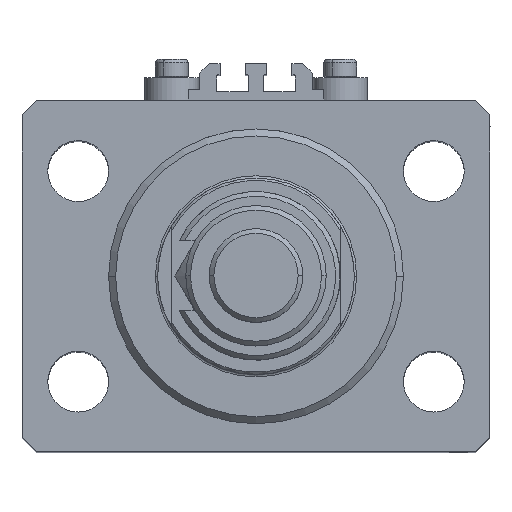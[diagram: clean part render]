
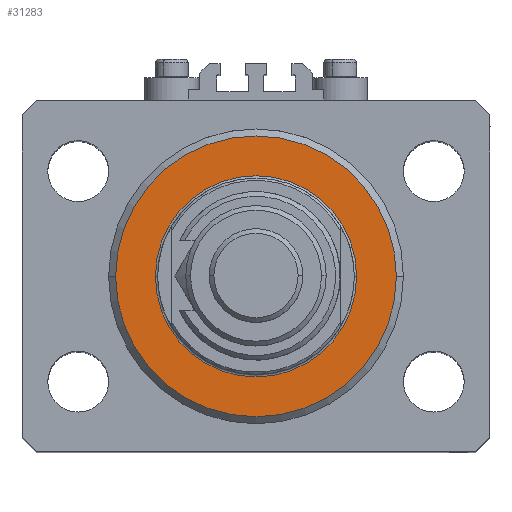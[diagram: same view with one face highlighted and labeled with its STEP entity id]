
A CAD part, top view. The second image highlights one B-rep face of the part: STEP entity #31283.
In plain terms, the highlighted face is planar.
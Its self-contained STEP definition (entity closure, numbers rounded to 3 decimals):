
#3772 = AXIS2_PLACEMENT_3D ( 'NONE', #18674, #31124, #26810 ) ;
#3870 = DIRECTION ( 'NONE',  ( 0., 0., 1. ) ) ;
#3953 = FACE_OUTER_BOUND ( 'NONE', #9900, .T. ) ;
#7948 = EDGE_CURVE ( 'NONE', #41047, #14186, #28423, .T. ) ;
#8044 = DIRECTION ( 'NONE',  ( 1., 0., 0. ) ) ;
#8799 = DIRECTION ( 'NONE',  ( 1., 0., 0. ) ) ;
#8902 = CARTESIAN_POINT ( 'NONE',  ( 0., 0., 0. ) ) ;
#9583 = CARTESIAN_POINT ( 'NONE',  ( 30., 0., 0. ) ) ;
#9900 = EDGE_LOOP ( 'NONE', ( #29687, #46327 ) ) ;
#10471 = ORIENTED_EDGE ( 'NONE', *, *, #21236, .T. ) ;
#11487 = DIRECTION ( 'NONE',  ( 1., 0., 0. ) ) ;
#14186 = VERTEX_POINT ( 'NONE', #38148 ) ;
#16740 = VERTEX_POINT ( 'NONE', #22888 ) ;
#18674 = CARTESIAN_POINT ( 'NONE',  ( 0., 0., 0. ) ) ;
#19474 = DIRECTION ( 'NONE',  ( 0., 0., 1. ) ) ;
#20227 = DIRECTION ( 'NONE',  ( 0., 0., -1. ) ) ;
#20982 = CARTESIAN_POINT ( 'NONE',  ( 0., 0., 0. ) ) ;
#21133 = AXIS2_PLACEMENT_3D ( 'NONE', #8902, #27702, #28201 ) ;
#21236 = EDGE_CURVE ( 'NONE', #49546, #16740, #37630, .T. ) ;
#22211 = AXIS2_PLACEMENT_3D ( 'NONE', #27346, #19474, #8044 ) ;
#22888 = CARTESIAN_POINT ( 'NONE',  ( -21.5, 0., 0. ) ) ;
#26810 = DIRECTION ( 'NONE',  ( 1., 0., 0. ) ) ;
#27346 = CARTESIAN_POINT ( 'NONE',  ( 0., 0., 0. ) ) ;
#27649 = AXIS2_PLACEMENT_3D ( 'NONE', #20982, #20227, #8799 ) ;
#27702 = DIRECTION ( 'NONE',  ( 0., 0., -1. ) ) ;
#28201 = DIRECTION ( 'NONE',  ( 1., 0., 0. ) ) ;
#28423 = CIRCLE ( 'NONE', #21133, 30. ) ;
#28604 = CIRCLE ( 'NONE', #49640, 21.5 ) ;
#29687 = ORIENTED_EDGE ( 'NONE', *, *, #7948, .T. ) ;
#30090 = EDGE_LOOP ( 'NONE', ( #10471, #33360 ) ) ;
#30376 = PLANE ( 'NONE',  #3772 ) ;
#30621 = FACE_BOUND ( 'NONE', #30090, .T. ) ;
#31124 = DIRECTION ( 'NONE',  ( 0., 0., 1. ) ) ;
#31283 = ADVANCED_FACE ( 'NONE', ( #30621, #3953 ), #30376, .F. ) ;
#32523 = CIRCLE ( 'NONE', #27649, 30. ) ;
#33360 = ORIENTED_EDGE ( 'NONE', *, *, #48834, .T. ) ;
#37630 = CIRCLE ( 'NONE', #22211, 21.5 ) ;
#38148 = CARTESIAN_POINT ( 'NONE',  ( -30., 0., 0. ) ) ;
#41047 = VERTEX_POINT ( 'NONE', #9583 ) ;
#42493 = CARTESIAN_POINT ( 'NONE',  ( 0., 0., 0. ) ) ;
#45219 = EDGE_CURVE ( 'NONE', #14186, #41047, #32523, .T. ) ;
#46327 = ORIENTED_EDGE ( 'NONE', *, *, #45219, .T. ) ;
#47640 = CARTESIAN_POINT ( 'NONE',  ( 21.5, 0., 0. ) ) ;
#48834 = EDGE_CURVE ( 'NONE', #16740, #49546, #28604, .T. ) ;
#49546 = VERTEX_POINT ( 'NONE', #47640 ) ;
#49640 = AXIS2_PLACEMENT_3D ( 'NONE', #42493, #3870, #11487 ) ;
